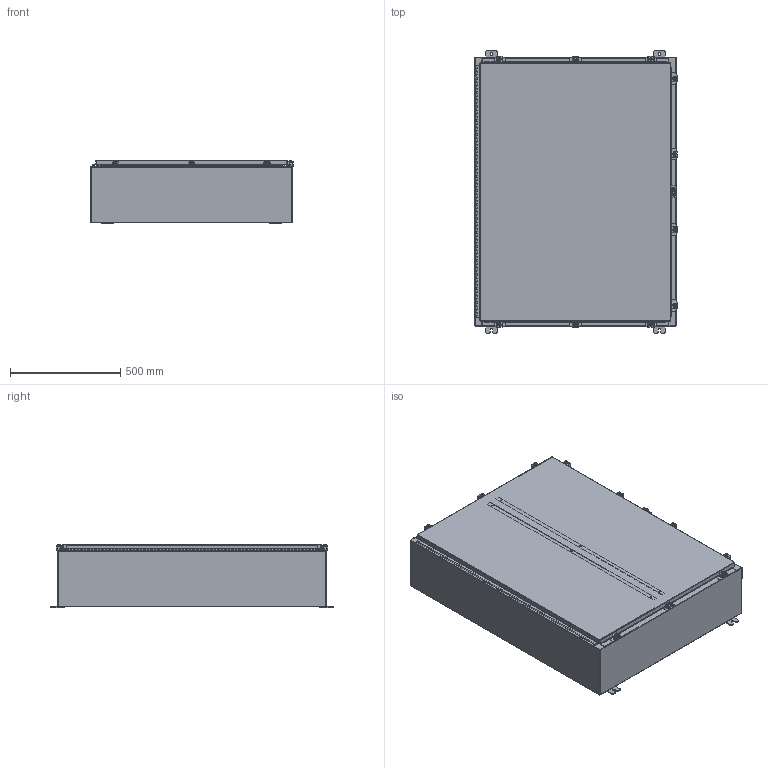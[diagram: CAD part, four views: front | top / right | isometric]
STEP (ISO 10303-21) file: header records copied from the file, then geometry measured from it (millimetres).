
FILE_DESCRIPTION (( 'STEP AP203' ), '1' );
FILE_NAME ('N48H3610SS6WP.STEP', '2014-01-14T22:22:33', ( 'changeme' ), ( 'Microsoft' ), 'SwSTEP 2.0', 'SolidWorks 2013', '' );
FILE_SCHEMA (( 'CONFIG_CONTROL_DESIGN' ));
Length unit declared in the file: inch
Products named in the file (21): N48H3610SS6WP Body; N48H3610SS6WP Bottom; N48H3610SS6WP Top; N48H3610SS6WP; N48H3610SS6WP Backpanel; N48H3610SS6WP Mounting Studs; N48H3610SS6WP Hinge Enclosure Side2; N48H3610SS6WP Hinge Cover Side; N48H3610SS6WP 125 Pin Hinge; N48H3610SS6WP Mounting Feet; N48H3610SS6WP Door Stiffener; N48H3610SS6WP Padlock Hasp; N48H3610SS6WP Padlock Staple; N48H3610SS6WP Enclosure Stiffener; N48H3610SS6WP Clamp Bracket; N48H3610SS6WP 22101002; N48H3610SS6WP 22104005_DEFAULT; N48H3610SS6WP Clamp Top; N48H3610SS6WP Clamp Assembly; N48H3610SS6WP Standard Clamps; N48H3610SS6WP Cover
Assembly tree (41 placements, depth 4):
  N48H3610SS6WP
    N48H3610SS6WP Backpanel
    N48H3610SS6WP Mounting Studs  x8
    N48H3610SS6WP 125 Pin Hinge
      N48H3610SS6WP Hinge Enclosure Side2
      N48H3610SS6WP Hinge Cover Side
    N48H3610SS6WP Mounting Feet  x4
    N48H3610SS6WP Door Stiffener
    N48H3610SS6WP Padlock Hasp
    N48H3610SS6WP Padlock Staple
    N48H3610SS6WP Enclosure Stiffener  x2
    N48H3610SS6WP Standard Clamps  x10
      N48H3610SS6WP Clamp Bracket
      N48H3610SS6WP Clamp Assembly
        N48H3610SS6WP 22101002  x2
        N48H3610SS6WP 22104005_DEFAULT
        N48H3610SS6WP Clamp Top
    N48H3610SS6WP Cover
    N48H3610SS6WP Body
    N48H3610SS6WP Bottom
    N48H3610SS6WP Top
Bounding box: 919.75 x 1282.7 x 289.27 mm (x, y, z)
Volume: 10254380.7 mm3; surface area: 10056753.9 mm2
Topology: 74 solids, 74 shells, 2999 faces, 7541 edges, 4734 vertices
Faces by surface type: plane 1562, cylinder 1269, torus 84, cone 76, bspline 8
Entity records: 53907 total; most frequent: CARTESIAN_POINT 9236, DIRECTION 9170, ORIENTED_EDGE 8584, EDGE_CURVE 4292, AXIS2_PLACEMENT_3D 3200, LINE 2770, VECTOR 2770, VERTEX_POINT 2644
